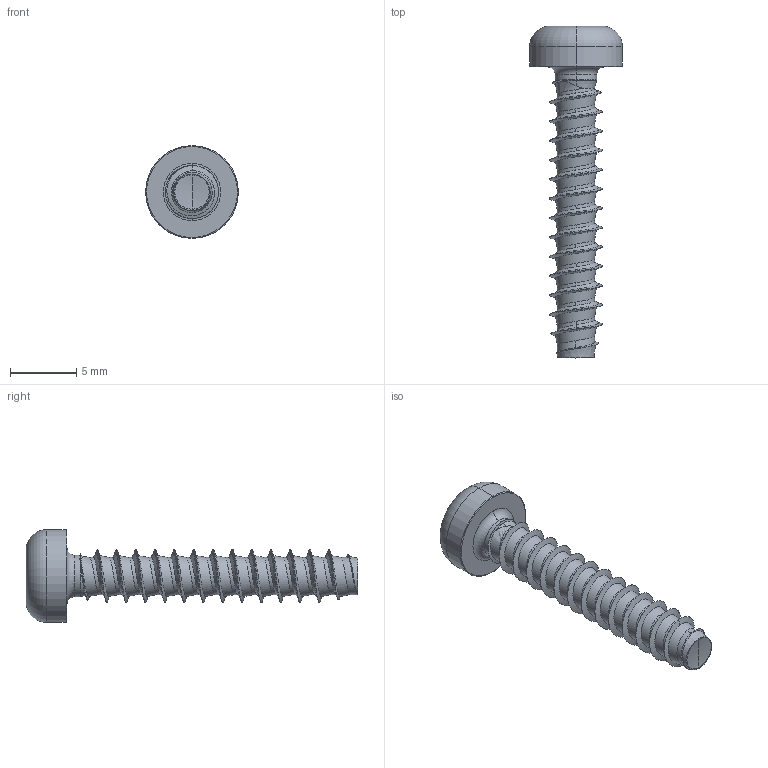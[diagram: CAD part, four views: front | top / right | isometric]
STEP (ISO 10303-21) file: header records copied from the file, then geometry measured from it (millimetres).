
FILE_DESCRIPTION (( 'STEP AP203' ), '1' );
FILE_NAME ('STP420400220.STEP', '2017-08-16T15:00:09', ( '' ), ( '' ), 'SwSTEP 2.0', 'SolidWorks 2015', '' );
FILE_SCHEMA (( 'CONFIG_CONTROL_DESIGN' ));
Length unit declared in the file: millimetre
Products named in the file (1): STP420400220
Bounding box: 7 x 25.09 x 7 mm (x, y, z)
Volume: 254.4 mm3; surface area: 476.4 mm2
Topology: 1 solids, 1 shells, 116 faces, 289 edges, 177 vertices
Faces by surface type: cylinder 55, bspline 35, cone 11, torus 10, plane 3, sphere 2
Entity records: 23114 total; most frequent: CARTESIAN_POINT 20693, ORIENTED_EDGE 578, DIRECTION 372, EDGE_CURVE 289, VERTEX_POINT 177, AXIS2_PLACEMENT_3D 151, B_SPLINE_CURVE_WITH_KNOTS 121, EDGE_LOOP 118
